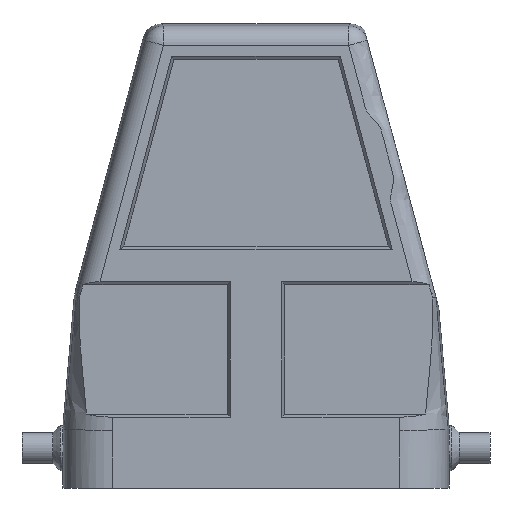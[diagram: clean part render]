
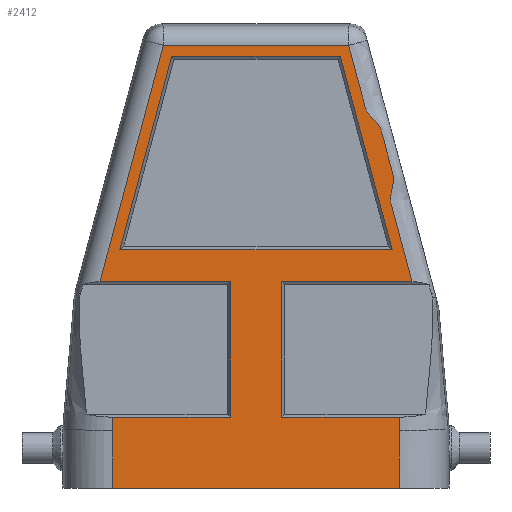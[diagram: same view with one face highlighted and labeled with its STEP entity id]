
A CAD part, front view. The second image highlights one B-rep face of the part: STEP entity #2412.
In plain terms, the highlighted planar face has unit normal (0, -1, 0).
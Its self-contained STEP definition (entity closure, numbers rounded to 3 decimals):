
#1439=(
BOUNDED_CURVE()
B_SPLINE_CURVE(3,(#7125,#7126,#7127,#7128,#7129,#7130,#7131,#7132,#7133,
#7134,#7135,#7136,#7137,#7138,#7139,#7140),.UNSPECIFIED.,.F.,.F.)
B_SPLINE_CURVE_WITH_KNOTS((4,3,3,3,3,4),(0.,0.374,0.474,
0.651,0.752,1.),.UNSPECIFIED.)
CURVE()
GEOMETRIC_REPRESENTATION_ITEM()
RATIONAL_B_SPLINE_CURVE((1.,1.,1.,1.,1.,1.,1.,1.,1.,1.,1.,1.,1.,1.,1.,1.))
REPRESENTATION_ITEM('')
);
#1448=(
BOUNDED_CURVE()
B_SPLINE_CURVE(3,(#7717,#7718,#7719,#7720,#7721,#7722,#7723),
 .UNSPECIFIED.,.F.,.F.)
B_SPLINE_CURVE_WITH_KNOTS((4,3,4),(0.,0.667,1.),
 .UNSPECIFIED.)
CURVE()
GEOMETRIC_REPRESENTATION_ITEM()
RATIONAL_B_SPLINE_CURVE((1.,1.,1.,1.,1.,1.,1.))
REPRESENTATION_ITEM('')
);
#1449=(
BOUNDED_CURVE()
B_SPLINE_CURVE(3,(#7740,#7741,#7742,#7743,#7744,#7745,#7746),
 .UNSPECIFIED.,.F.,.F.)
B_SPLINE_CURVE_WITH_KNOTS((4,3,4),(0.,0.333,1.),
 .UNSPECIFIED.)
CURVE()
GEOMETRIC_REPRESENTATION_ITEM()
RATIONAL_B_SPLINE_CURVE((1.,1.,1.,1.,1.,1.,1.))
REPRESENTATION_ITEM('')
);
#1471=FACE_BOUND('',#3004,.T.);
#1472=FACE_BOUND('',#3005,.T.);
#1576=LINE('',#7350,#1970);
#1677=LINE('',#7705,#2071);
#1678=LINE('',#7708,#2072);
#1679=LINE('',#7710,#2073);
#1680=LINE('',#7712,#2074);
#1681=LINE('',#7713,#2075);
#1682=LINE('',#7715,#2076);
#1683=LINE('',#7725,#2077);
#1684=LINE('',#7727,#2078);
#1685=LINE('',#7729,#2079);
#1686=LINE('',#7730,#2080);
#1687=LINE('',#7732,#2081);
#1688=LINE('',#7734,#2082);
#1689=LINE('',#7736,#2083);
#1690=LINE('',#7738,#2084);
#1970=VECTOR('',#6010,1.);
#2071=VECTOR('',#6189,1.);
#2072=VECTOR('',#6190,1.);
#2073=VECTOR('',#6191,1.);
#2074=VECTOR('',#6192,1.);
#2075=VECTOR('',#6193,1.);
#2076=VECTOR('',#6194,1.);
#2077=VECTOR('',#6195,1.);
#2078=VECTOR('',#6196,1.);
#2079=VECTOR('',#6197,1.);
#2080=VECTOR('',#6198,1.);
#2081=VECTOR('',#6199,1.);
#2082=VECTOR('',#6200,1.);
#2083=VECTOR('',#6201,1.);
#2084=VECTOR('',#6202,1.);
#2412=ADVANCED_FACE('',(#1471,#1472),#2620,.T.);
#2620=PLANE('',#5646);
#3004=EDGE_LOOP('',(#3482,#3483,#3484,#3485));
#3005=EDGE_LOOP('',(#3486,#3487,#3488,#3489,#3490,#3491,#3492,#3493,#3494,
#3495,#3496,#3497,#3498,#3499));
#3482=ORIENTED_EDGE('',*,*,#4905,.T.);
#3483=ORIENTED_EDGE('',*,*,#4906,.F.);
#3484=ORIENTED_EDGE('',*,*,#4907,.F.);
#3485=ORIENTED_EDGE('',*,*,#4908,.T.);
#3486=ORIENTED_EDGE('',*,*,#4909,.T.);
#3487=ORIENTED_EDGE('',*,*,#4771,.T.);
#3488=ORIENTED_EDGE('',*,*,#4910,.T.);
#3489=ORIENTED_EDGE('',*,*,#4911,.T.);
#3490=ORIENTED_EDGE('',*,*,#4912,.T.);
#3491=ORIENTED_EDGE('',*,*,#4913,.T.);
#3492=ORIENTED_EDGE('',*,*,#4914,.T.);
#3493=ORIENTED_EDGE('',*,*,#4731,.T.);
#3494=ORIENTED_EDGE('',*,*,#4915,.T.);
#3495=ORIENTED_EDGE('',*,*,#4916,.T.);
#3496=ORIENTED_EDGE('',*,*,#4917,.T.);
#3497=ORIENTED_EDGE('',*,*,#4918,.T.);
#3498=ORIENTED_EDGE('',*,*,#4919,.T.);
#3499=ORIENTED_EDGE('',*,*,#4920,.T.);
#4354=VERTEX_POINT('',#7124);
#4355=VERTEX_POINT('',#7141);
#4385=VERTEX_POINT('',#7349);
#4386=VERTEX_POINT('',#7351);
#4503=VERTEX_POINT('',#7706);
#4504=VERTEX_POINT('',#7707);
#4505=VERTEX_POINT('',#7709);
#4506=VERTEX_POINT('',#7711);
#4507=VERTEX_POINT('',#7714);
#4508=VERTEX_POINT('',#7716);
#4509=VERTEX_POINT('',#7724);
#4510=VERTEX_POINT('',#7726);
#4511=VERTEX_POINT('',#7728);
#4512=VERTEX_POINT('',#7731);
#4513=VERTEX_POINT('',#7733);
#4514=VERTEX_POINT('',#7735);
#4515=VERTEX_POINT('',#7737);
#4516=VERTEX_POINT('',#7739);
#4731=EDGE_CURVE('',#4355,#4354,#1439,.T.);
#4771=EDGE_CURVE('',#4386,#4385,#1576,.T.);
#4905=EDGE_CURVE('',#4503,#4504,#1677,.T.);
#4906=EDGE_CURVE('',#4505,#4504,#1678,.T.);
#4907=EDGE_CURVE('',#4506,#4505,#1679,.T.);
#4908=EDGE_CURVE('',#4506,#4503,#1680,.T.);
#4909=EDGE_CURVE('',#4507,#4386,#1681,.T.);
#4910=EDGE_CURVE('',#4385,#4508,#1682,.T.);
#4911=EDGE_CURVE('',#4508,#4509,#1448,.T.);
#4912=EDGE_CURVE('',#4509,#4510,#1683,.T.);
#4913=EDGE_CURVE('',#4510,#4511,#1684,.T.);
#4914=EDGE_CURVE('',#4511,#4355,#1685,.T.);
#4915=EDGE_CURVE('',#4354,#4512,#1686,.T.);
#4916=EDGE_CURVE('',#4512,#4513,#1687,.T.);
#4917=EDGE_CURVE('',#4513,#4514,#1688,.T.);
#4918=EDGE_CURVE('',#4514,#4515,#1689,.T.);
#4919=EDGE_CURVE('',#4515,#4516,#1690,.T.);
#4920=EDGE_CURVE('',#4516,#4507,#1449,.T.);
#5646=AXIS2_PLACEMENT_3D('',#7747,#6203,#6204);
#6010=DIRECTION('',(1.,0.,0.));
#6189=DIRECTION('',(-1.,0.,0.));
#6190=DIRECTION('',(-0.259,0.,-0.966));
#6191=DIRECTION('',(-1.,0.,0.));
#6192=DIRECTION('',(0.259,0.,-0.966));
#6193=DIRECTION('',(0.,0.,-1.));
#6194=DIRECTION('',(0.,0.,1.));
#6195=DIRECTION('',(-1.,0.,0.));
#6196=DIRECTION('',(0.,0.,1.));
#6197=DIRECTION('',(1.,0.,0.));
#6198=DIRECTION('',(-1.,0.,0.));
#6199=DIRECTION('',(-0.259,0.,-0.966));
#6200=DIRECTION('',(1.,0.,0.));
#6201=DIRECTION('',(0.,0.,-1.));
#6202=DIRECTION('',(-1.,0.,0.));
#6203=DIRECTION('',(0.,-1.,0.));
#6204=DIRECTION('',(0.,0.,-1.));
#7124=CARTESIAN_POINT('',(14.372,-21.5,59.527));
#7125=CARTESIAN_POINT('',(24.853,-21.5,20.412));
#7126=CARTESIAN_POINT('',(23.547,-21.5,25.285));
#7127=CARTESIAN_POINT('',(22.241,-21.5,30.158));
#7128=CARTESIAN_POINT('',(20.936,-21.5,35.031));
#7129=CARTESIAN_POINT('',(20.584,-21.5,36.344));
#7130=CARTESIAN_POINT('',(21.655,-21.5,38.039));
#7131=CARTESIAN_POINT('',(21.304,-21.5,39.353));
#7132=CARTESIAN_POINT('',(20.688,-21.5,41.651));
#7133=CARTESIAN_POINT('',(20.072,-21.5,43.95));
#7134=CARTESIAN_POINT('',(19.456,-21.5,46.249));
#7135=CARTESIAN_POINT('',(19.104,-21.5,47.562));
#7136=CARTESIAN_POINT('',(17.328,-21.5,48.494));
#7137=CARTESIAN_POINT('',(16.976,-21.5,49.808));
#7138=CARTESIAN_POINT('',(16.108,-21.5,53.047));
#7139=CARTESIAN_POINT('',(15.24,-21.5,56.287));
#7140=CARTESIAN_POINT('',(14.372,-21.5,59.527));
#7141=CARTESIAN_POINT('',(24.199,-21.5,22.85));
#7349=CARTESIAN_POINT('',(22.254,-21.5,-9.15));
#7350=CARTESIAN_POINT('',(-30.,-21.5,-9.15));
#7351=CARTESIAN_POINT('',(-22.254,-21.5,-9.15));
#7705=CARTESIAN_POINT('',(-17.996,-21.5,27.85));
#7706=CARTESIAN_POINT('',(21.124,-21.5,27.85));
#7707=CARTESIAN_POINT('',(-21.124,-21.5,27.85));
#7708=CARTESIAN_POINT('',(-20.12,-21.5,31.595));
#7709=CARTESIAN_POINT('',(-13.085,-21.5,57.85));
#7710=CARTESIAN_POINT('',(23.233,-21.5,57.85));
#7711=CARTESIAN_POINT('',(13.085,-21.5,57.85));
#7712=CARTESIAN_POINT('',(20.314,-21.5,30.871));
#7713=CARTESIAN_POINT('',(-22.254,-21.5,-9.15));
#7714=CARTESIAN_POINT('',(-22.254,-21.5,-0.289));
#7715=CARTESIAN_POINT('',(22.254,-21.5,-0.016));
#7716=CARTESIAN_POINT('',(22.254,-21.5,-0.289));
#7717=CARTESIAN_POINT('',(25.853,-21.5,-41.471));
#7718=CARTESIAN_POINT('',(24.663,-21.5,-27.867));
#7719=CARTESIAN_POINT('',(23.473,-21.5,-14.263));
#7720=CARTESIAN_POINT('',(22.283,-21.5,-0.659));
#7721=CARTESIAN_POINT('',(21.688,-21.5,6.141));
#7722=CARTESIAN_POINT('',(25.498,-21.5,13.325));
#7723=CARTESIAN_POINT('',(24.903,-21.5,20.125));
#7724=CARTESIAN_POINT('',(22.246,-21.5,1.85));
#7725=CARTESIAN_POINT('',(6.5,-21.5,1.85));
#7726=CARTESIAN_POINT('',(4.,-21.5,1.85));
#7727=CARTESIAN_POINT('',(4.,-21.5,20.35));
#7728=CARTESIAN_POINT('',(4.,-21.5,22.85));
#7729=CARTESIAN_POINT('',(32.,-21.5,22.85));
#7730=CARTESIAN_POINT('',(-16.634,-21.5,59.527));
#7731=CARTESIAN_POINT('',(-14.372,-21.5,59.527));
#7732=CARTESIAN_POINT('',(-24.853,-21.5,20.412));
#7733=CARTESIAN_POINT('',(-24.199,-21.5,22.85));
#7734=CARTESIAN_POINT('',(-6.5,-21.5,22.85));
#7735=CARTESIAN_POINT('',(-4.,-21.5,22.85));
#7736=CARTESIAN_POINT('',(-4.,-21.5,4.35));
#7737=CARTESIAN_POINT('',(-4.,-21.5,1.85));
#7738=CARTESIAN_POINT('',(-32.,-21.5,1.85));
#7739=CARTESIAN_POINT('',(-22.246,-21.5,1.85));
#7740=CARTESIAN_POINT('',(-24.903,-21.5,20.125));
#7741=CARTESIAN_POINT('',(-25.498,-21.5,13.325));
#7742=CARTESIAN_POINT('',(-21.688,-21.5,6.141));
#7743=CARTESIAN_POINT('',(-22.283,-21.5,-0.659));
#7744=CARTESIAN_POINT('',(-23.473,-21.5,-14.263));
#7745=CARTESIAN_POINT('',(-24.663,-21.5,-27.867));
#7746=CARTESIAN_POINT('',(-25.853,-21.5,-41.471));
#7747=CARTESIAN_POINT('',(23.233,-21.5,19.978));
